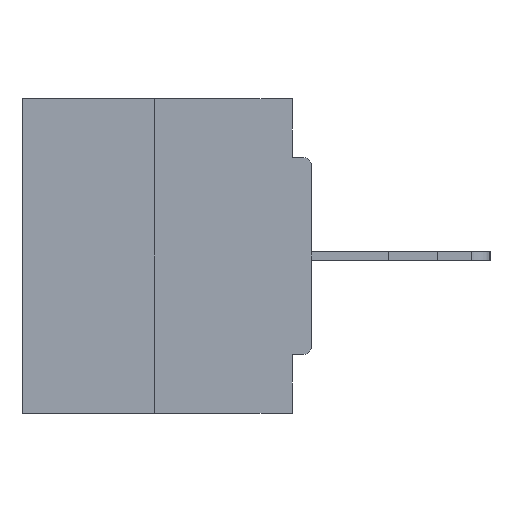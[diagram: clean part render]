
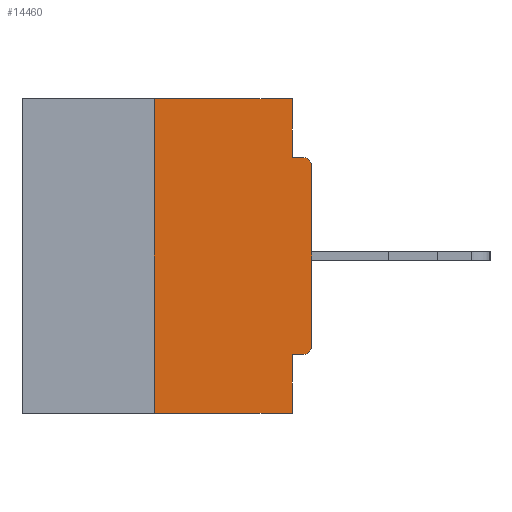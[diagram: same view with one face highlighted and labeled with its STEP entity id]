
A CAD part, left-side view. The second image highlights one B-rep face of the part: STEP entity #14460.
In plain terms, the highlighted planar face has unit normal (-1, 0, 0).
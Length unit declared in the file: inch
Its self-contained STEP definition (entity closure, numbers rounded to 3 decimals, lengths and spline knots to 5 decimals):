
#191 = VERTEX_POINT ( 'NONE', #18043 ) ;
#247 = AXIS2_PLACEMENT_3D ( 'NONE', #28123, #13178, #23200 ) ;
#713 = ORIENTED_EDGE ( 'NONE', *, *, #19172, .T. ) ;
#1239 = EDGE_CURVE ( 'NONE', #5575, #14482, #11968, .T. ) ;
#1584 = DIRECTION ( 'NONE',  ( 0., 1., 0. ) ) ;
#1609 = EDGE_CURVE ( 'NONE', #191, #13272, #21330, .T. ) ;
#1723 = DIRECTION ( 'NONE',  ( 0., 0., -1. ) ) ;
#1790 = CARTESIAN_POINT ( 'NONE',  ( 0., 0.031, 0. ) ) ;
#2023 = VERTEX_POINT ( 'NONE', #6320 ) ;
#2502 = ORIENTED_EDGE ( 'NONE', *, *, #1609, .F. ) ;
#3225 = CARTESIAN_POINT ( 'NONE',  ( 0., 0., 0. ) ) ;
#3941 = ORIENTED_EDGE ( 'NONE', *, *, #14305, .F. ) ;
#5105 = VERTEX_POINT ( 'NONE', #15021 ) ;
#5393 = EDGE_CURVE ( 'NONE', #13272, #32401, #9084, .T. ) ;
#5575 = VERTEX_POINT ( 'NONE', #7401 ) ;
#5852 = CARTESIAN_POINT ( 'NONE',  ( 0., 0.015, -0.3915 ) ) ;
#6320 = CARTESIAN_POINT ( 'NONE',  ( 0., 0., -0.1085 ) ) ;
#6513 = EDGE_CURVE ( 'NONE', #2023, #5105, #20171, .T. ) ;
#7401 = CARTESIAN_POINT ( 'NONE',  ( 0., 0.031, 0. ) ) ;
#7949 = CIRCLE ( 'NONE', #16878, 0.015 ) ;
#9084 = LINE ( 'NONE', #26002, #18530 ) ;
#9928 = CARTESIAN_POINT ( 'NONE',  ( 0., 0., -0.3915 ) ) ;
#9931 = VECTOR ( 'NONE', #13269, 39.37008 ) ;
#10385 = EDGE_CURVE ( 'NONE', #22047, #2023, #25738, .T. ) ;
#10531 = CARTESIAN_POINT ( 'NONE',  ( 0., 0.25, 0. ) ) ;
#11321 = CARTESIAN_POINT ( 'NONE',  ( 0., 0.46, -0.5 ) ) ;
#11724 = ORIENTED_EDGE ( 'NONE', *, *, #1239, .F. ) ;
#11968 = LINE ( 'NONE', #1790, #30901 ) ;
#11998 = LINE ( 'NONE', #22017, #26532 ) ;
#12316 = ORIENTED_EDGE ( 'NONE', *, *, #5393, .F. ) ;
#12330 = ORIENTED_EDGE ( 'NONE', *, *, #10385, .T. ) ;
#12625 = CARTESIAN_POINT ( 'NONE',  ( 0., 0.031, -0.4065 ) ) ;
#12791 = DIRECTION ( 'NONE',  ( 0., 0., 1. ) ) ;
#12895 = VERTEX_POINT ( 'NONE', #10531 ) ;
#13041 = VECTOR ( 'NONE', #12791, 39.37008 ) ;
#13178 = DIRECTION ( 'NONE',  ( 1., 0., 0. ) ) ;
#13269 = DIRECTION ( 'NONE',  ( 0., 0., 1. ) ) ;
#13272 = VERTEX_POINT ( 'NONE', #12625 ) ;
#13609 = ORIENTED_EDGE ( 'NONE', *, *, #17819, .F. ) ;
#14305 = EDGE_CURVE ( 'NONE', #12895, #5575, #26825, .T. ) ;
#14460 = ADVANCED_FACE ( 'NONE', ( #20744 ), #18109, .F. ) ;
#14482 = VERTEX_POINT ( 'NONE', #18258 ) ;
#15021 = CARTESIAN_POINT ( 'NONE',  ( 0., 0.015, -0.0935 ) ) ;
#16060 = EDGE_CURVE ( 'NONE', #14482, #5105, #11998, .T. ) ;
#16231 = LINE ( 'NONE', #11321, #29878 ) ;
#16878 = AXIS2_PLACEMENT_3D ( 'NONE', #5852, #21922, #1723 ) ;
#17311 = CARTESIAN_POINT ( 'NONE',  ( 0., 0.031, -0.5 ) ) ;
#17528 = VECTOR ( 'NONE', #32242, 39.37008 ) ;
#17604 = ORIENTED_EDGE ( 'NONE', *, *, #20869, .T. ) ;
#17819 = EDGE_CURVE ( 'NONE', #25299, #12895, #20677, .T. ) ;
#18043 = CARTESIAN_POINT ( 'NONE',  ( 0., 0.015, -0.4065 ) ) ;
#18109 = PLANE ( 'NONE',  #247 ) ;
#18228 = ORIENTED_EDGE ( 'NONE', *, *, #6513, .T. ) ;
#18258 = CARTESIAN_POINT ( 'NONE',  ( 0., 0.031, -0.0935 ) ) ;
#18530 = VECTOR ( 'NONE', #23711, 39.37008 ) ;
#19172 = EDGE_CURVE ( 'NONE', #25299, #32401, #16231, .T. ) ;
#19365 = DIRECTION ( 'NONE',  ( 0., 0., -1. ) ) ;
#20171 = CIRCLE ( 'NONE', #23835, 0.015 ) ;
#20677 = LINE ( 'NONE', #27883, #13041 ) ;
#20744 = FACE_OUTER_BOUND ( 'NONE', #23560, .T. ) ;
#20869 = EDGE_CURVE ( 'NONE', #191, #22047, #7949, .T. ) ;
#21330 = LINE ( 'NONE', #21805, #24716 ) ;
#21714 = CARTESIAN_POINT ( 'NONE',  ( 0., 0.25, -0.5 ) ) ;
#21805 = CARTESIAN_POINT ( 'NONE',  ( 0., 0., -0.4065 ) ) ;
#21922 = DIRECTION ( 'NONE',  ( -1., 0., 0. ) ) ;
#22017 = CARTESIAN_POINT ( 'NONE',  ( 0., 0., -0.0935 ) ) ;
#22047 = VERTEX_POINT ( 'NONE', #9928 ) ;
#22187 = DIRECTION ( 'NONE',  ( 0., -1., 0. ) ) ;
#23200 = DIRECTION ( 'NONE',  ( 0., 0., -1. ) ) ;
#23560 = EDGE_LOOP ( 'NONE', ( #3941, #13609, #713, #12316, #2502, #17604, #12330, #18228, #26282, #11724 ) ) ;
#23711 = DIRECTION ( 'NONE',  ( 0., 0., -1. ) ) ;
#23835 = AXIS2_PLACEMENT_3D ( 'NONE', #30775, #30617, #26015 ) ;
#24716 = VECTOR ( 'NONE', #1584, 39.37008 ) ;
#25299 = VERTEX_POINT ( 'NONE', #21714 ) ;
#25738 = LINE ( 'NONE', #3225, #9931 ) ;
#26002 = CARTESIAN_POINT ( 'NONE',  ( 0., 0.031, -0.5 ) ) ;
#26015 = DIRECTION ( 'NONE',  ( 0., 0., -1. ) ) ;
#26282 = ORIENTED_EDGE ( 'NONE', *, *, #16060, .F. ) ;
#26532 = VECTOR ( 'NONE', #22187, 39.37008 ) ;
#26825 = LINE ( 'NONE', #29439, #17528 ) ;
#27883 = CARTESIAN_POINT ( 'NONE',  ( 0., 0.25, 0. ) ) ;
#28123 = CARTESIAN_POINT ( 'NONE',  ( 0., 0.46, 0. ) ) ;
#28863 = DIRECTION ( 'NONE',  ( 0., -1., 0. ) ) ;
#29439 = CARTESIAN_POINT ( 'NONE',  ( 0., 0.46, 0. ) ) ;
#29878 = VECTOR ( 'NONE', #28863, 39.37008 ) ;
#30617 = DIRECTION ( 'NONE',  ( -1., 0., 0. ) ) ;
#30775 = CARTESIAN_POINT ( 'NONE',  ( 0., 0.015, -0.1085 ) ) ;
#30901 = VECTOR ( 'NONE', #19365, 39.37008 ) ;
#32242 = DIRECTION ( 'NONE',  ( 0., -1., 0. ) ) ;
#32401 = VERTEX_POINT ( 'NONE', #17311 ) ;
